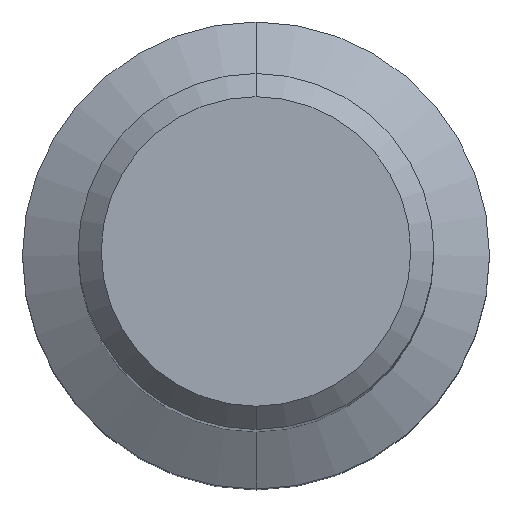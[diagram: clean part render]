
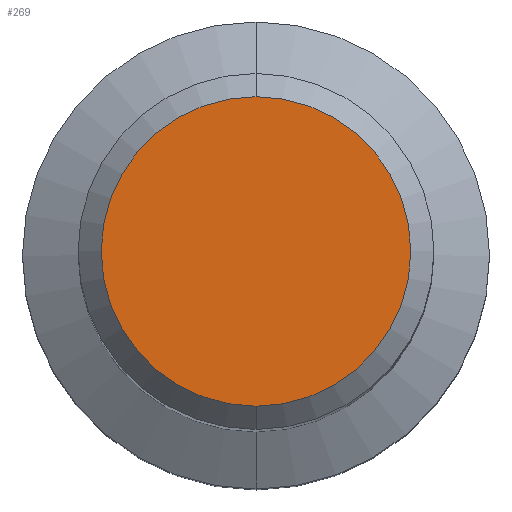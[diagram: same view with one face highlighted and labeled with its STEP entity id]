
A CAD part, top view. The second image highlights one B-rep face of the part: STEP entity #269.
In plain terms, the highlighted planar face has unit normal (0, 0, 1).
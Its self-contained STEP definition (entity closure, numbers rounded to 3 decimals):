
#269=ADVANCED_FACE('',(#664),#665,.T.);
#365=VERTEX_POINT('',#772);
#409=EDGE_CURVE('',#365,#493,#822,.T.);
#493=VERTEX_POINT('',#912);
#521=EDGE_CURVE('',#493,#365,#943,.T.);
#664=FACE_OUTER_BOUND('',#1121,.T.);
#665=PLANE('',#1122);
#772=CARTESIAN_POINT('',(0.,-5.302,0.0));
#822=CIRCLE('',#1434,5.302);
#912=CARTESIAN_POINT('',(0.0,5.302,0.0));
#943=CIRCLE('',#1643,5.302);
#1121=EDGE_LOOP('',(#1916,#1917));
#1122=AXIS2_PLACEMENT_3D('',#1918,#1919,#1920);
#1434=AXIS2_PLACEMENT_3D('',#2101,#2102,#2103);
#1643=AXIS2_PLACEMENT_3D('',#2226,#2227,#2228);
#1916=ORIENTED_EDGE('',*,*,#521,.F.);
#1917=ORIENTED_EDGE('',*,*,#409,.F.);
#1918=CARTESIAN_POINT('',(0.0,2.651,0.0));
#1919=DIRECTION('',(-0.0,0.0,1.0));
#1920=DIRECTION('',(0.0,-1.0,0.0));
#2101=CARTESIAN_POINT('',(0.0,0.0,0.0));
#2102=DIRECTION('',(0.0,0.0,-1.0));
#2103=DIRECTION('',(0.0,1.0,0.0));
#2226=CARTESIAN_POINT('',(0.0,0.0,0.0));
#2227=DIRECTION('',(0.0,0.0,-1.0));
#2228=DIRECTION('',(0.0,1.0,0.0));
